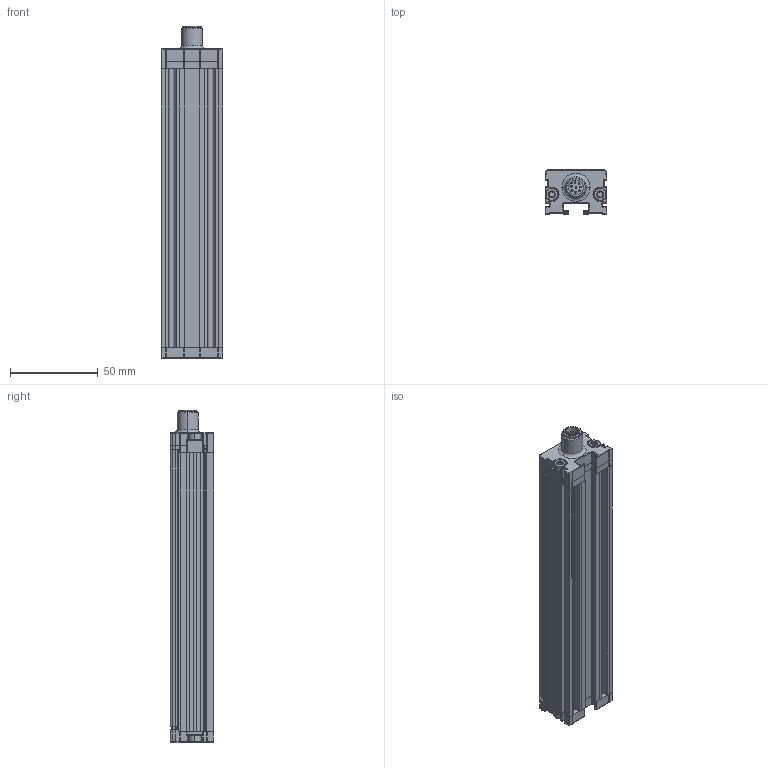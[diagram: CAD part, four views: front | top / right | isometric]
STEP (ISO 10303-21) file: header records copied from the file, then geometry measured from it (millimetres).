
FILE_DESCRIPTION (( 'STEP AP214' ), '1' );
FILE_NAME ('TF1-100-001-___-102.STEP', '2017-08-02T12:21:23', ( 'dummy' ), ( 'Microsoft' ), 'SwSTEP 2.0', 'SolidWorks 2014', '' );
FILE_SCHEMA (( 'AUTOMOTIVE_DESIGN' ));
Length unit declared in the file: millimetre
Products named in the file (1): TF1-100-001-___-102
Bounding box: 35 x 25.05 x 189.5 mm (x, y, z)
Surface area: 35871.6 mm2 (no closed solid volume)
Topology: 0 solids, 20 shells, 603 faces, 2193 edges, 1544 vertices
Faces by surface type: cylinder 284, plane 205, torus 53, cone 38, sphere 21, bspline 2
Entity records: 30265 total; most frequent: CARTESIAN_POINT 5231, DIRECTION 4045, ORIENTED_EDGE 3470, EDGE_CURVE 2171, VERTEX_POINT 1544, AXIS2_PLACEMENT_3D 1455, LINE 1135, VECTOR 1135
